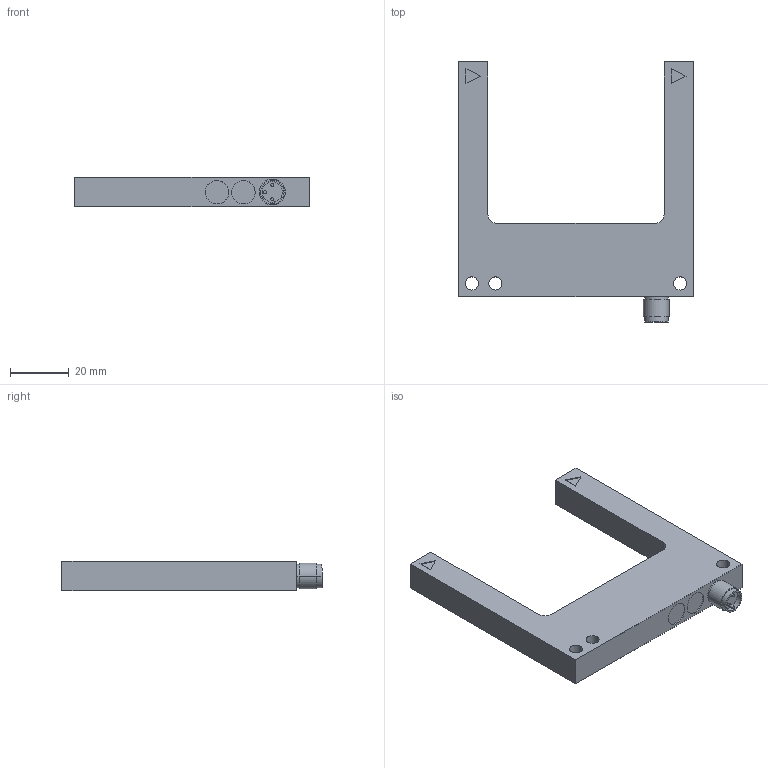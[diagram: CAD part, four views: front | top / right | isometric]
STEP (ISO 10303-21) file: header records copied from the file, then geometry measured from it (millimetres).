
FILE_DESCRIPTION(('STEP AP214'),'1');
FILE_NAME('tmp0.step','2014-11-26T12:14:55',(' '),(' '),'Spatial InterOp 3D',' ',' ');
FILE_SCHEMA(('automotive_design'));
Length unit declared in the file: millimetre
Products named in the file (1): 1
Bounding box: 80 x 88.62 x 10 mm (x, y, z)
Volume: 30946.5 mm3; surface area: 11144.3 mm2
Topology: 1 solids, 1 shells, 55 faces, 133 edges, 91 vertices
Faces by surface type: cylinder 28, plane 27
Entity records: 2617 total; most frequent: DIRECTION 308, CARTESIAN_POINT 280, ORIENTED_EDGE 266, STYLED_ITEM 155, PRESENTATION_STYLE_ASSIGNMENT 155, COLOUR_RGB 155, EDGE_CURVE 133, AXIS2_PLACEMENT_3D 119
